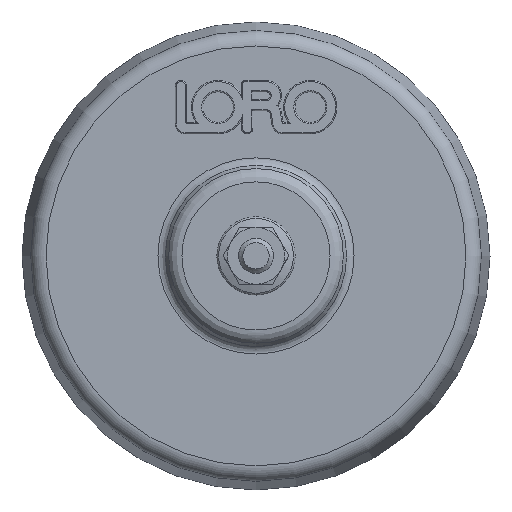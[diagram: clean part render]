
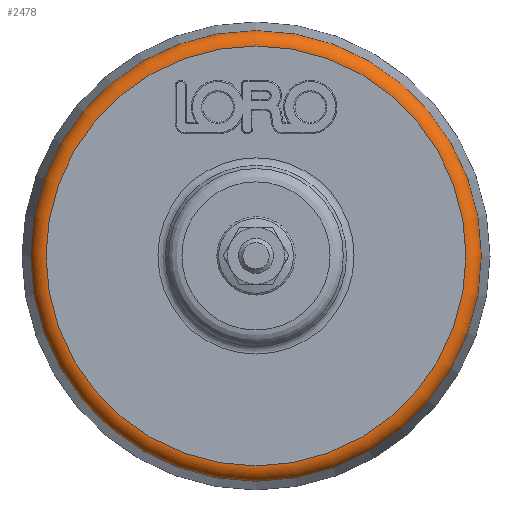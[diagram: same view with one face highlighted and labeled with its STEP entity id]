
A CAD part, top view. The second image highlights one B-rep face of the part: STEP entity #2478.
In plain terms, the highlighted toroidal (fillet/blend) face has major radius 479.929 mm and minor radius 36.5 mm.
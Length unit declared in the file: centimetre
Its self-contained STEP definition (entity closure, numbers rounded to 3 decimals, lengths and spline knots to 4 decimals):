
#119=TOROIDAL_SURFACE('',#2757,47.9929,3.65);
#622=FACE_OUTER_BOUND('',#792,.T.);
#792=EDGE_LOOP('',(#2016,#2017,#2018,#2019,#2020));
#960=CIRCLE('',#2722,47.9929);
#987=CIRCLE('',#2758,51.5015);
#988=CIRCLE('',#2759,3.65);
#989=CIRCLE('',#2760,51.5015);
#1187=VERTEX_POINT('',#4307);
#1228=VERTEX_POINT('',#4402);
#1229=VERTEX_POINT('',#4403);
#1482=EDGE_CURVE('',#1187,#1187,#960,.T.);
#1527=EDGE_CURVE('',#1228,#1229,#987,.T.);
#1528=EDGE_CURVE('',#1228,#1187,#988,.T.);
#1529=EDGE_CURVE('',#1229,#1228,#989,.T.);
#2016=ORIENTED_EDGE('',*,*,#1527,.F.);
#2017=ORIENTED_EDGE('',*,*,#1528,.T.);
#2018=ORIENTED_EDGE('',*,*,#1482,.T.);
#2019=ORIENTED_EDGE('',*,*,#1528,.F.);
#2020=ORIENTED_EDGE('',*,*,#1529,.F.);
#2478=ADVANCED_FACE('',(#622),#119,.T.);
#2722=AXIS2_PLACEMENT_3D('',#4308,#3286,#3287);
#2757=AXIS2_PLACEMENT_3D('',#4401,#3374,#3375);
#2758=AXIS2_PLACEMENT_3D('',#4404,#3376,#3377);
#2759=AXIS2_PLACEMENT_3D('',#4405,#3378,#3379);
#2760=AXIS2_PLACEMENT_3D('',#4406,#3380,#3381);
#3286=DIRECTION('center_axis',(0.,0.,-1.));
#3287=DIRECTION('ref_axis',(1.,0.,0.));
#3374=DIRECTION('center_axis',(0.,0.,-1.));
#3375=DIRECTION('ref_axis',(0.,1.,0.));
#3376=DIRECTION('center_axis',(0.,0.,-1.));
#3377=DIRECTION('ref_axis',(1.,0.,0.));
#3378=DIRECTION('center_axis',(-1.,0.,0.));
#3379=DIRECTION('ref_axis',(0.,-1.,0.));
#3380=DIRECTION('center_axis',(0.,0.,-1.));
#3381=DIRECTION('ref_axis',(1.,0.,0.));
#4307=CARTESIAN_POINT('',(0.,-44.8127,18.406));
#4308=CARTESIAN_POINT('Origin',(0.,3.1802,18.406));
#4401=CARTESIAN_POINT('Origin',(0.,3.1802,14.756));
#4402=CARTESIAN_POINT('',(0.,-48.3213,15.7621));
#4403=CARTESIAN_POINT('',(51.5015,3.1802,15.7621));
#4404=CARTESIAN_POINT('Origin',(0.,3.1802,15.7621));
#4405=CARTESIAN_POINT('Origin',(0.,-44.8127,14.756));
#4406=CARTESIAN_POINT('Origin',(0.,3.1802,15.7621));
